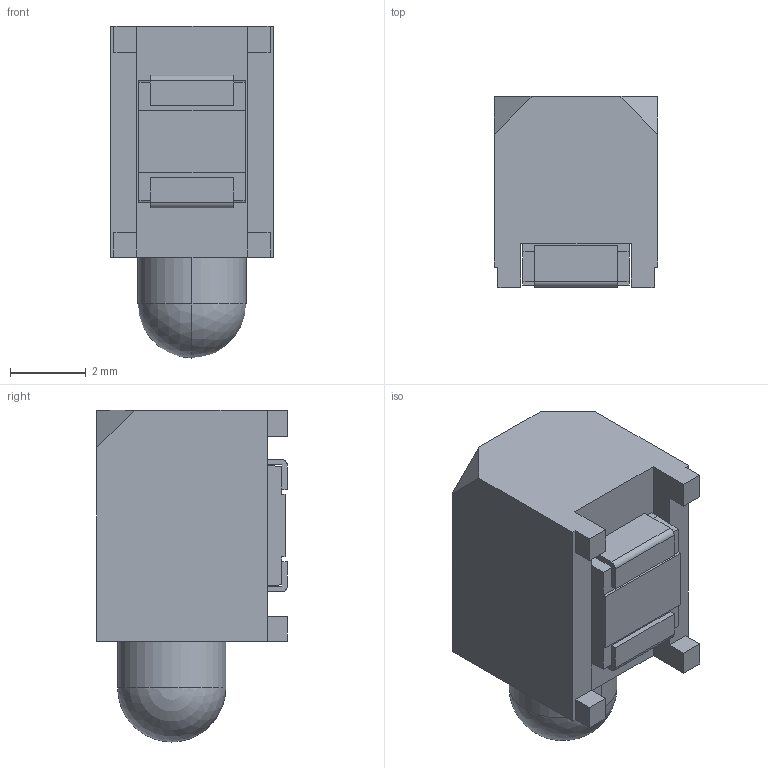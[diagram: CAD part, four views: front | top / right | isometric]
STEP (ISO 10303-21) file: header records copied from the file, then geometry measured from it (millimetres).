
FILE_DESCRIPTION (( 'STEP AP214' ), '1' );
FILE_NAME ('XPR1Zxx45S.STEP', '2016-02-05T16:48:47', ( '' ), ( '' ), 'SwSTEP 2.0', 'SolidWorks 2012', '' );
FILE_SCHEMA (( 'AUTOMOTIVE_DESIGN' ));
Length unit declared in the file: millimetre
Products named in the file (1): XPR1Zxx45S
Bounding box: 4.32 x 5.03 x 8.76 mm (x, y, z)
Volume: 132.4 mm3; surface area: 195.5 mm2
Topology: 1 solids, 1 shells, 281 faces, 780 edges, 517 vertices
Faces by surface type: plane 176, bspline 99, cylinder 4, sphere 2
Entity records: 13842 total; most frequent: CARTESIAN_POINT 6928, ORIENTED_EDGE 1552, DIRECTION 954, EDGE_CURVE 776, VECTOR 568, LINE 568, VERTEX_POINT 515, EDGE_LOOP 303
